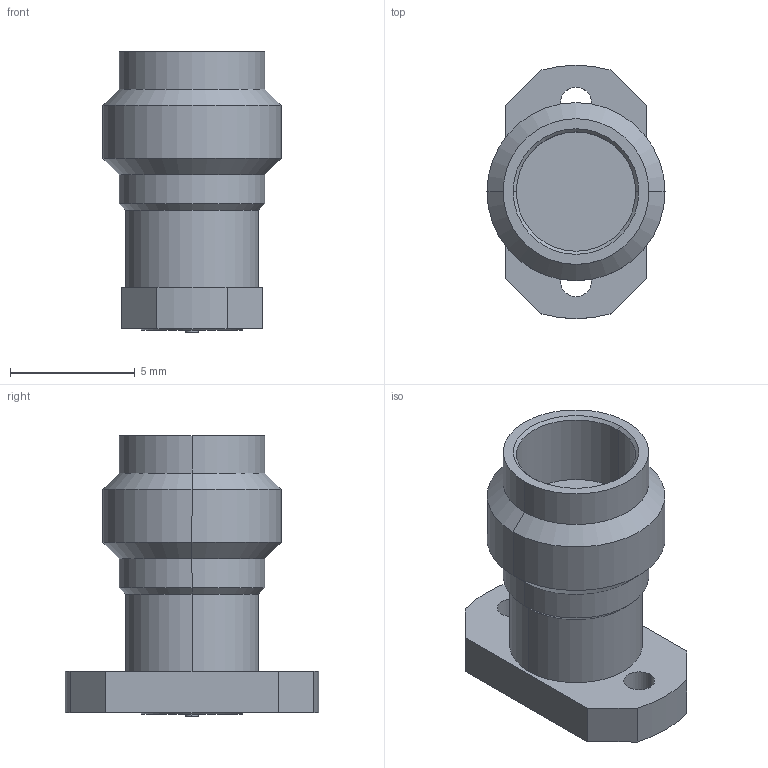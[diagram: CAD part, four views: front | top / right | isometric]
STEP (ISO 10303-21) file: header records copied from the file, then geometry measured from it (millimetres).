
FILE_DESCRIPTION (( 'STEP AP214' ), '1' );
FILE_NAME ('SF1621-60029.STEP', '2016-01-20T12:33:51', ( '' ), ( '' ), 'SwSTEP 2.0', 'SolidWorks 2015', '' );
FILE_SCHEMA (( 'AUTOMOTIVE_DESIGN' ));
Length unit declared in the file: inch
Products named in the file (1): SF1621-60029
Bounding box: 7.14 x 10.16 x 11.25 mm (x, y, z)
Volume: 302.9 mm3; surface area: 399.7 mm2
Topology: 1 solids, 1 shells, 43 faces, 94 edges, 58 vertices
Faces by surface type: cylinder 20, plane 13, cone 10
Entity records: 1789 total; most frequent: DIRECTION 228, CARTESIAN_POINT 196, ORIENTED_EDGE 188, EDGE_CURVE 94, AXIS2_PLACEMENT_3D 90, VERTEX_POINT 58, EDGE_LOOP 52, LINE 48
